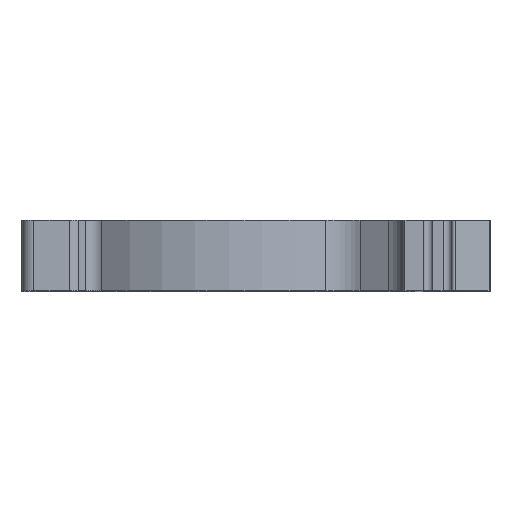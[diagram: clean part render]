
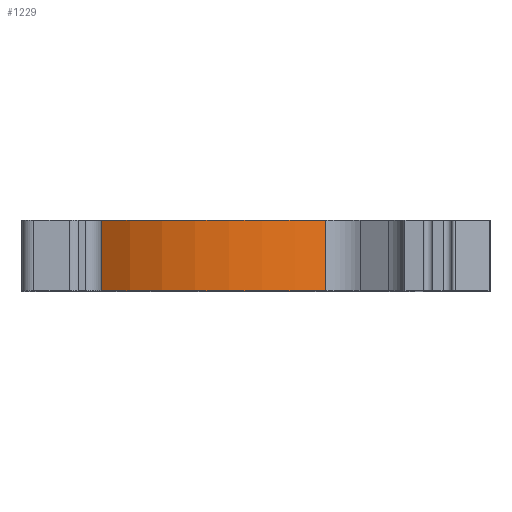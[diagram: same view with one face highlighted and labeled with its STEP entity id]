
A CAD part, top view. The second image highlights one B-rep face of the part: STEP entity #1229.
In plain terms, the highlighted cylindrical face has radius 8.62 mm (diameter 17.239 mm), a partial arc.
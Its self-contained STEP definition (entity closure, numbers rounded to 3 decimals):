
#83=FACE_OUTER_BOUND('',#147,.T.);
#147=EDGE_LOOP('',(#999,#1000,#1001,#1002));
#209=CIRCLE('',#1336,8.619);
#228=CIRCLE('',#1365,8.619);
#327=LINE('',#2076,#441);
#328=LINE('',#2080,#442);
#441=VECTOR('',#1683,10.);
#442=VECTOR('',#1688,10.);
#543=VERTEX_POINT('',#1995);
#544=VERTEX_POINT('',#1997);
#573=VERTEX_POINT('',#2074);
#574=VERTEX_POINT('',#2078);
#696=EDGE_CURVE('',#543,#544,#209,.T.);
#736=EDGE_CURVE('',#543,#573,#327,.T.);
#737=EDGE_CURVE('',#574,#573,#228,.T.);
#738=EDGE_CURVE('',#544,#574,#328,.T.);
#999=ORIENTED_EDGE('',*,*,#736,.T.);
#1000=ORIENTED_EDGE('',*,*,#737,.F.);
#1001=ORIENTED_EDGE('',*,*,#738,.F.);
#1002=ORIENTED_EDGE('',*,*,#696,.F.);
#1174=CYLINDRICAL_SURFACE('',#1364,8.619);
#1229=ADVANCED_FACE('',(#83),#1174,.T.);
#1336=AXIS2_PLACEMENT_3D('',#1998,#1606,#1607);
#1364=AXIS2_PLACEMENT_3D('',#2077,#1684,#1685);
#1365=AXIS2_PLACEMENT_3D('',#2079,#1686,#1687);
#1606=DIRECTION('center_axis',(0.,-1.,0.));
#1607=DIRECTION('ref_axis',(-0.603,0.,0.798));
#1683=DIRECTION('',(0.,1.,0.));
#1684=DIRECTION('center_axis',(0.,1.,0.));
#1685=DIRECTION('ref_axis',(-0.603,0.,0.798));
#1686=DIRECTION('center_axis',(0.,1.,0.));
#1687=DIRECTION('ref_axis',(-0.603,0.,0.798));
#1688=DIRECTION('',(0.,1.,0.));
#1995=CARTESIAN_POINT('',(-4.181,-1.5,9.255));
#1997=CARTESIAN_POINT('',(-13.763,-1.5,8.711));
#1998=CARTESIAN_POINT('Origin',(-8.566,-1.5,1.834));
#2074=CARTESIAN_POINT('',(-4.181,1.5,9.255));
#2076=CARTESIAN_POINT('',(-4.181,0.,9.255));
#2077=CARTESIAN_POINT('Origin',(-8.566,0.,1.834));
#2078=CARTESIAN_POINT('',(-13.763,1.5,8.711));
#2079=CARTESIAN_POINT('Origin',(-8.566,1.5,1.834));
#2080=CARTESIAN_POINT('',(-13.763,0.,8.711));
